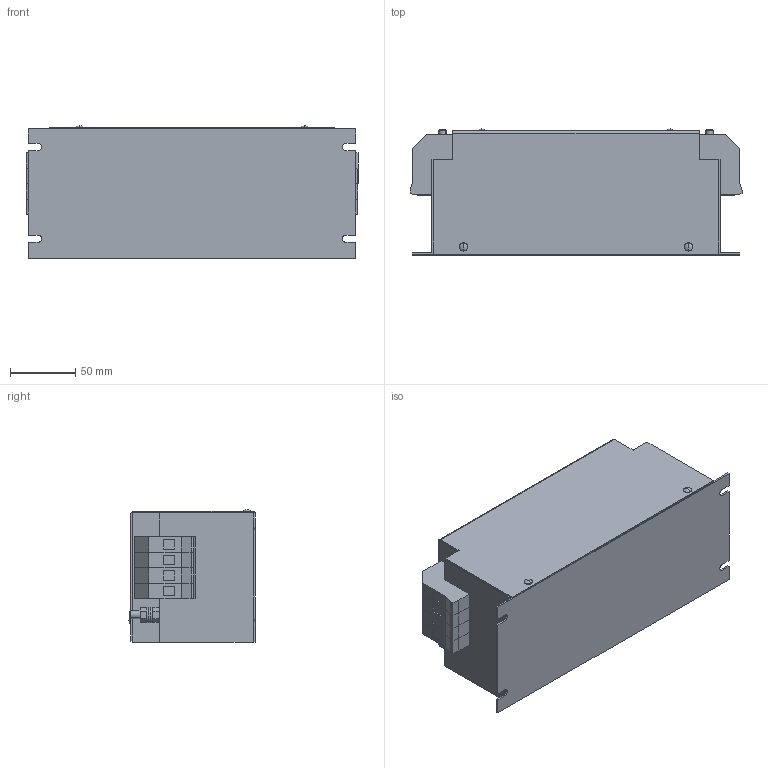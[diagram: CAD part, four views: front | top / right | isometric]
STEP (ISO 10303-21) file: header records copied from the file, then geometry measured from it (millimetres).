
FILE_DESCRIPTION (( 'STEP AP214' ), '1' );
FILE_NAME ('209509.STEP', '2023-11-23T08:04:09', ( '' ), ( '' ), 'SwSTEP 2.0', 'SolidWorks 2022', '' );
FILE_SCHEMA (( 'AUTOMOTIVE_DESIGN' ));
Length unit declared in the file: millimetre
Products named in the file (1): 209509
Bounding box: 253.6 x 96.37 x 101.37 mm (x, y, z)
Volume: 2115663.1 mm3; surface area: 117014.8 mm2
Topology: 1 solids, 1 shells, 298 faces, 715 edges, 460 vertices
Faces by surface type: plane 233, cylinder 53, sphere 8, cone 4
Entity records: 8557 total; most frequent: CARTESIAN_POINT 1474, DIRECTION 1437, ORIENTED_EDGE 1430, EDGE_CURVE 715, LINE 591, VECTOR 591, VERTEX_POINT 460, AXIS2_PLACEMENT_3D 423
